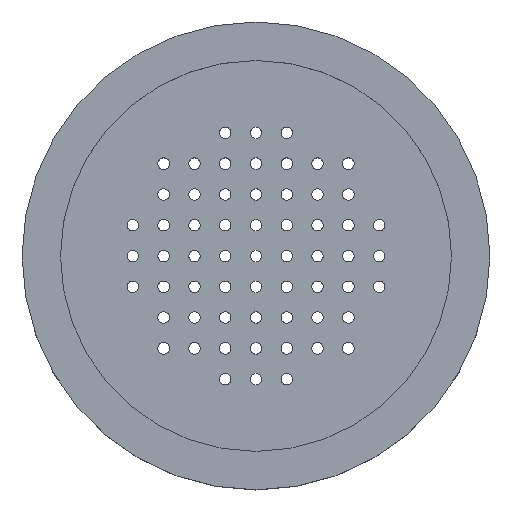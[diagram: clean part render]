
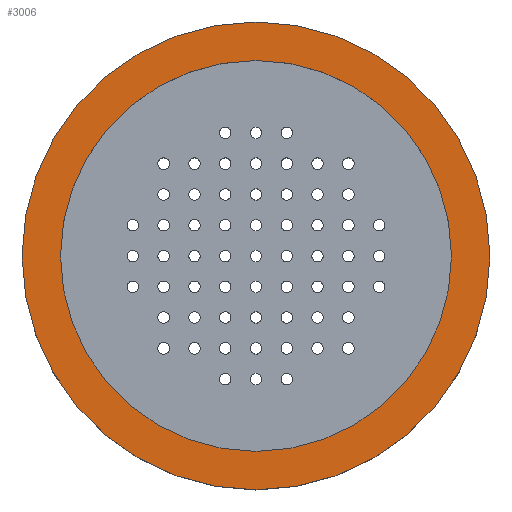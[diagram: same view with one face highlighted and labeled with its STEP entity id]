
A CAD part, top view. The second image highlights one B-rep face of the part: STEP entity #3006.
In plain terms, the highlighted planar face has unit normal (0, 0, 1).
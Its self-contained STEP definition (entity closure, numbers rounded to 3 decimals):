
#123 = EDGE_LOOP ( 'NONE', ( #3208, #3352 ) ) ;
#136 = VERTEX_POINT ( 'NONE', #335 ) ;
#163 = CARTESIAN_POINT ( 'NONE',  ( 30.4, 0., 10.45 ) ) ;
#177 = CARTESIAN_POINT ( 'NONE',  ( 0., 0., 10.45 ) ) ;
#335 = CARTESIAN_POINT ( 'NONE',  ( 25.4, 0., 10.45 ) ) ;
#447 = CARTESIAN_POINT ( 'NONE',  ( 0., 0., 10.45 ) ) ;
#573 = CARTESIAN_POINT ( 'NONE',  ( 0., 0., 10.45 ) ) ;
#600 = CIRCLE ( 'NONE', #1055, 30.4 ) ;
#680 = DIRECTION ( 'NONE',  ( 1., 0., 0. ) ) ;
#694 = EDGE_CURVE ( 'NONE', #1820, #2455, #4582, .T. ) ;
#731 = DIRECTION ( 'NONE',  ( 0., 0., 1. ) ) ;
#1006 = EDGE_CURVE ( 'NONE', #1040, #136, #1845, .T. ) ;
#1040 = VERTEX_POINT ( 'NONE', #3846 ) ;
#1055 = AXIS2_PLACEMENT_3D ( 'NONE', #573, #2769, #4197 ) ;
#1075 = DIRECTION ( 'NONE',  ( 1., 0., 0. ) ) ;
#1144 = EDGE_CURVE ( 'NONE', #136, #1040, #1634, .T. ) ;
#1251 = AXIS2_PLACEMENT_3D ( 'NONE', #3943, #2114, #680 ) ;
#1440 = ORIENTED_EDGE ( 'NONE', *, *, #1144, .F. ) ;
#1634 = CIRCLE ( 'NONE', #1251, 25.4 ) ;
#1820 = VERTEX_POINT ( 'NONE', #163 ) ;
#1839 = CARTESIAN_POINT ( 'NONE',  ( 0., 0., 10.45 ) ) ;
#1845 = CIRCLE ( 'NONE', #4507, 25.4 ) ;
#2114 = DIRECTION ( 'NONE',  ( 0., 0., 1. ) ) ;
#2191 = DIRECTION ( 'NONE',  ( 1., 0., 0. ) ) ;
#2455 = VERTEX_POINT ( 'NONE', #4717 ) ;
#2482 = FACE_BOUND ( 'NONE', #3532, .T. ) ;
#2525 = AXIS2_PLACEMENT_3D ( 'NONE', #447, #731, #2191 ) ;
#2769 = DIRECTION ( 'NONE',  ( 0., 0., 1. ) ) ;
#2783 = ORIENTED_EDGE ( 'NONE', *, *, #1006, .F. ) ;
#3006 = ADVANCED_FACE ( 'NONE', ( #4301, #2482 ), #3696, .T. ) ;
#3208 = ORIENTED_EDGE ( 'NONE', *, *, #3346, .T. ) ;
#3313 = DIRECTION ( 'NONE',  ( 0., 0., 1. ) ) ;
#3346 = EDGE_CURVE ( 'NONE', #2455, #1820, #600, .T. ) ;
#3352 = ORIENTED_EDGE ( 'NONE', *, *, #694, .T. ) ;
#3532 = EDGE_LOOP ( 'NONE', ( #2783, #1440 ) ) ;
#3633 = AXIS2_PLACEMENT_3D ( 'NONE', #1839, #3313, #1075 ) ;
#3696 = PLANE ( 'NONE',  #3633 ) ;
#3846 = CARTESIAN_POINT ( 'NONE',  ( -25.4, 0., 10.45 ) ) ;
#3943 = CARTESIAN_POINT ( 'NONE',  ( 0., 0., 10.45 ) ) ;
#4134 = DIRECTION ( 'NONE',  ( 0., 0., 1. ) ) ;
#4197 = DIRECTION ( 'NONE',  ( 1., 0., 0. ) ) ;
#4301 = FACE_OUTER_BOUND ( 'NONE', #123, .T. ) ;
#4507 = AXIS2_PLACEMENT_3D ( 'NONE', #177, #4134, #4537 ) ;
#4537 = DIRECTION ( 'NONE',  ( 1., 0., 0. ) ) ;
#4582 = CIRCLE ( 'NONE', #2525, 30.4 ) ;
#4717 = CARTESIAN_POINT ( 'NONE',  ( -30.4, 0., 10.45 ) ) ;
